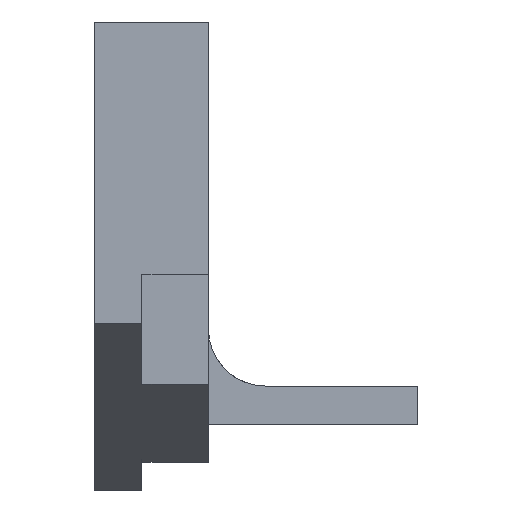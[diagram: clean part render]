
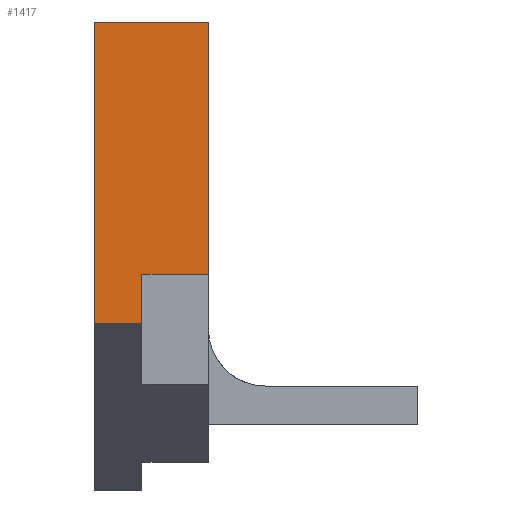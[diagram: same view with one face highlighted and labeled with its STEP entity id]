
A CAD part, left-side view. The second image highlights one B-rep face of the part: STEP entity #1417.
In plain terms, the highlighted planar face has unit normal (-1, 0, 0).
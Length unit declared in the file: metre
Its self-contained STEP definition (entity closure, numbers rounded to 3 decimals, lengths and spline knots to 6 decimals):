
#115=FACE_OUTER_BOUND('',#188,.T.);
#188=EDGE_LOOP('',(#1033,#1034,#1035,#1036,#1037,#1038));
#297=LINE('',#2066,#465);
#299=LINE('',#2070,#467);
#321=LINE('',#2117,#489);
#324=LINE('',#2123,#492);
#325=LINE('',#2125,#493);
#326=LINE('',#2126,#494);
#465=VECTOR('',#1660,0.01);
#467=VECTOR('',#1664,0.01);
#489=VECTOR('',#1704,0.01);
#492=VECTOR('',#1709,0.01);
#493=VECTOR('',#1710,0.01);
#494=VECTOR('',#1711,0.01);
#627=VERTEX_POINT('',#2063);
#628=VERTEX_POINT('',#2065);
#629=VERTEX_POINT('',#2069);
#645=VERTEX_POINT('',#2116);
#647=VERTEX_POINT('',#2122);
#648=VERTEX_POINT('',#2124);
#771=EDGE_CURVE('',#628,#627,#297,.T.);
#773=EDGE_CURVE('',#629,#628,#299,.T.);
#797=EDGE_CURVE('',#645,#629,#321,.T.);
#800=EDGE_CURVE('',#627,#647,#324,.T.);
#801=EDGE_CURVE('',#648,#647,#325,.T.);
#802=EDGE_CURVE('',#645,#648,#326,.T.);
#1033=ORIENTED_EDGE('',*,*,#773,.T.);
#1034=ORIENTED_EDGE('',*,*,#771,.T.);
#1035=ORIENTED_EDGE('',*,*,#800,.T.);
#1036=ORIENTED_EDGE('',*,*,#801,.F.);
#1037=ORIENTED_EDGE('',*,*,#802,.F.);
#1038=ORIENTED_EDGE('',*,*,#797,.T.);
#1366=PLANE('',#1504);
#1417=ADVANCED_FACE('',(#115),#1366,.T.);
#1504=AXIS2_PLACEMENT_3D('',#2121,#1707,#1708);
#1660=DIRECTION('',(0.,-1.,0.));
#1664=DIRECTION('',(0.,0.,1.));
#1704=DIRECTION('',(0.,-1.,0.));
#1707=DIRECTION('center_axis',(-1.,0.,0.));
#1708=DIRECTION('ref_axis',(0.,0.,-1.));
#1709=DIRECTION('',(0.,0.,1.));
#1710=DIRECTION('',(0.,-1.,0.));
#1711=DIRECTION('',(0.,0.,1.));
#2063=CARTESIAN_POINT('',(0.038,0.080955,0.016175));
#2065=CARTESIAN_POINT('',(0.038,0.087955,0.016175));
#2066=CARTESIAN_POINT('',(0.038,0.081955,0.016175));
#2069=CARTESIAN_POINT('',(0.038,0.087955,0.011));
#2070=CARTESIAN_POINT('',(0.038,0.087955,0.030386));
#2116=CARTESIAN_POINT('',(0.038,0.092955,0.011));
#2117=CARTESIAN_POINT('',(0.038,0.082955,0.011));
#2121=CARTESIAN_POINT('Origin',(0.038,0.082955,0.042693));
#2122=CARTESIAN_POINT('',(0.038,0.080955,0.042693));
#2123=CARTESIAN_POINT('',(0.038,0.080955,0.030386));
#2124=CARTESIAN_POINT('',(0.038,0.092955,0.042693));
#2125=CARTESIAN_POINT('',(0.038,0.082955,0.042693));
#2126=CARTESIAN_POINT('',(0.038,0.092955,0.011));
